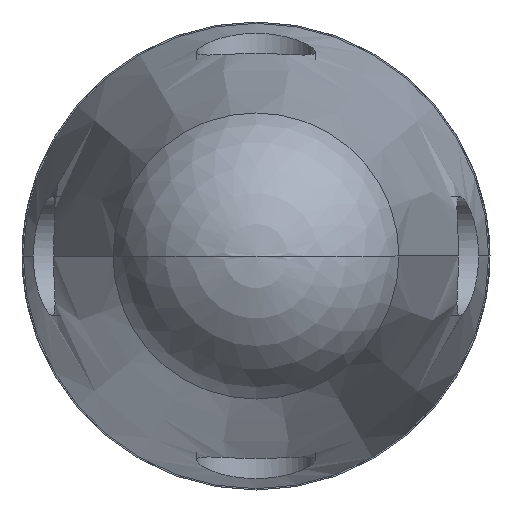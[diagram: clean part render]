
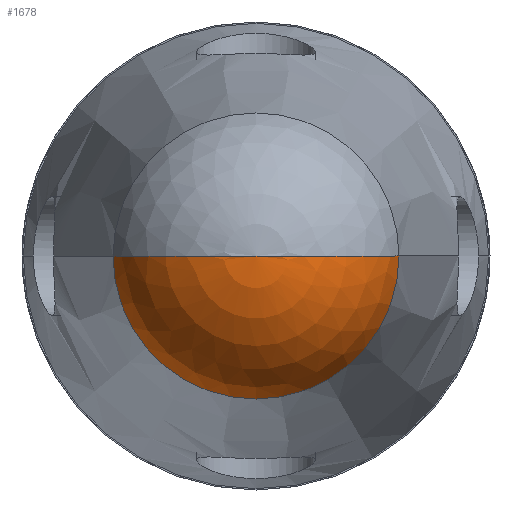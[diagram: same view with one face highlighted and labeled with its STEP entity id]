
A CAD part, front view. The second image highlights one B-rep face of the part: STEP entity #1678.
In plain terms, the highlighted spherical face has radius 5 mm.
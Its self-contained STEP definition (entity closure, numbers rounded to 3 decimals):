
#161 = SPHERICAL_SURFACE ( 'NONE', #1565, 5. ) ;
#229 = FACE_OUTER_BOUND ( 'NONE', #2409, .T. ) ;
#282 = VERTEX_POINT ( 'NONE', #2906 ) ;
#312 = DIRECTION ( 'NONE',  ( 0., 0., -1. ) ) ;
#638 = AXIS2_PLACEMENT_3D ( 'NONE', #2829, #312, #2846 ) ;
#1163 = EDGE_CURVE ( 'NONE', #282, #1978, #1713, .T. ) ;
#1565 = AXIS2_PLACEMENT_3D ( 'NONE', #2767, #2094, #3043 ) ;
#1678 = ADVANCED_FACE ( 'NONE', ( #229 ), #161, .T. ) ;
#1689 = DIRECTION ( 'NONE',  ( 0., 1., 0. ) ) ;
#1713 = CIRCLE ( 'NONE', #1936, 4.83 ) ;
#1936 = AXIS2_PLACEMENT_3D ( 'NONE', #3073, #1689, #3399 ) ;
#1978 = VERTEX_POINT ( 'NONE', #2860 ) ;
#2094 = DIRECTION ( 'NONE',  ( 0., -1., 0. ) ) ;
#2409 = EDGE_LOOP ( 'NONE', ( #3125, #3249 ) ) ;
#2767 = CARTESIAN_POINT ( 'NONE',  ( 7.856, -16.502, 0. ) ) ;
#2829 = CARTESIAN_POINT ( 'NONE',  ( 7.856, -16.502, 0. ) ) ;
#2846 = DIRECTION ( 'NONE',  ( -1., 0., 0. ) ) ;
#2860 = CARTESIAN_POINT ( 'NONE',  ( 3.026, -17.797, 0. ) ) ;
#2906 = CARTESIAN_POINT ( 'NONE',  ( 12.685, -17.797, 0. ) ) ;
#3019 = CIRCLE ( 'NONE', #638, 5. ) ;
#3043 = DIRECTION ( 'NONE',  ( -1., 0., 0. ) ) ;
#3073 = CARTESIAN_POINT ( 'NONE',  ( 7.856, -17.797, 0. ) ) ;
#3079 = EDGE_CURVE ( 'NONE', #282, #1978, #3019, .T. ) ;
#3125 = ORIENTED_EDGE ( 'NONE', *, *, #1163, .F. ) ;
#3249 = ORIENTED_EDGE ( 'NONE', *, *, #3079, .T. ) ;
#3399 = DIRECTION ( 'NONE',  ( -1., 0., 0. ) ) ;
